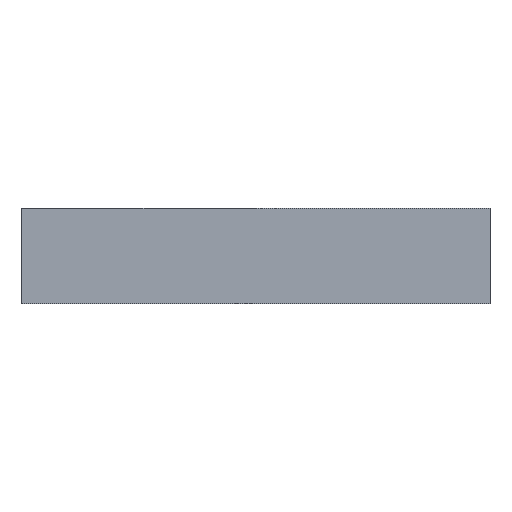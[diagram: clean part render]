
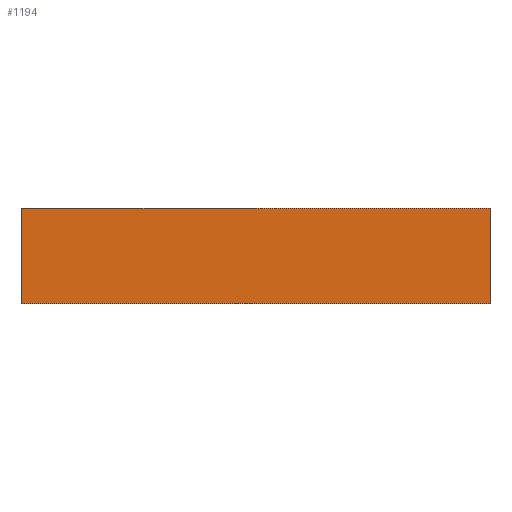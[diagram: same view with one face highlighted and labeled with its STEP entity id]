
A CAD part, front view. The second image highlights one B-rep face of the part: STEP entity #1194.
In plain terms, the highlighted planar face has unit normal (0, -1, 0).
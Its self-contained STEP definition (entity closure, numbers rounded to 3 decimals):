
#1047=CARTESIAN_POINT('',(11.0,-520.0,2.25));
#1048=VERTEX_POINT('',#1047);
#1055=CARTESIAN_POINT('',(11.0,-520.0,-2.25));
#1056=VERTEX_POINT('',#1055);
#1057=CARTESIAN_POINT('',(11.0,-520.0,2.25));
#1058=DIRECTION('',(0.0,0.0,-1.0));
#1059=VECTOR('',#1058,4.5);
#1060=LINE('',#1057,#1059);
#1061=EDGE_CURVE('',#1048,#1056,#1060,.T.);
#1154=CARTESIAN_POINT('',(-11.0,-520.0,-2.25));
#1155=VERTEX_POINT('',#1154);
#1156=CARTESIAN_POINT('',(11.0,-520.0,-2.25));
#1157=DIRECTION('',(-1.0,0.0,0.0));
#1158=VECTOR('',#1157,22.0);
#1159=LINE('',#1156,#1158);
#1160=EDGE_CURVE('',#1056,#1155,#1159,.T.);
#1171=CARTESIAN_POINT('',(0.,-520.0,0.));
#1172=DIRECTION('',(0.0,1.0,0.0));
#1173=DIRECTION('',(0.0,0.0,1.0));
#1174=AXIS2_PLACEMENT_3D('',#1171,#1172,#1173);
#1175=PLANE('',#1174);
#1176=ORIENTED_EDGE('',*,*,#1061,.F.);
#1177=CARTESIAN_POINT('',(-11.0,-520.0,2.25));
#1178=VERTEX_POINT('',#1177);
#1179=CARTESIAN_POINT('',(-11.0,-520.0,2.25));
#1180=DIRECTION('',(1.0,0.0,0.0));
#1181=VECTOR('',#1180,22.0);
#1182=LINE('',#1179,#1181);
#1183=EDGE_CURVE('',#1178,#1048,#1182,.T.);
#1184=ORIENTED_EDGE('',*,*,#1183,.F.);
#1185=CARTESIAN_POINT('',(-11.0,-520.0,-2.25));
#1186=DIRECTION('',(0.0,0.0,1.0));
#1187=VECTOR('',#1186,4.5);
#1188=LINE('',#1185,#1187);
#1189=EDGE_CURVE('',#1155,#1178,#1188,.T.);
#1190=ORIENTED_EDGE('',*,*,#1189,.F.);
#1191=ORIENTED_EDGE('',*,*,#1160,.F.);
#1192=EDGE_LOOP('',(#1176,#1184,#1190,#1191));
#1193=FACE_OUTER_BOUND('',#1192,.T.);
#1194=ADVANCED_FACE('',(#1193),#1175,.F.);
